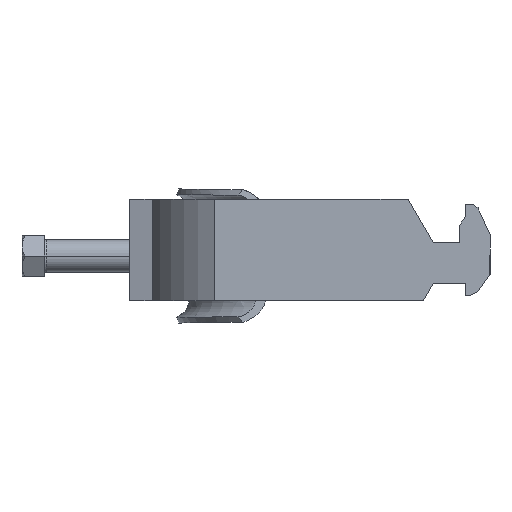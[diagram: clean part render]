
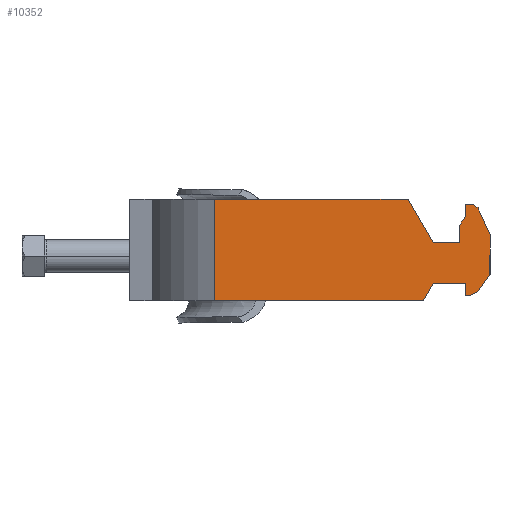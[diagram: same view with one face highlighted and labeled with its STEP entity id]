
A CAD part, left-side view. The second image highlights one B-rep face of the part: STEP entity #10352.
In plain terms, the highlighted planar face has unit normal (-1, 0, 0).
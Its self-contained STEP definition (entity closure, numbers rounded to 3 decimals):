
#32 = EDGE_CURVE ( 'NONE', #3809, #903, #600, .T. ) ;
#75 = LINE ( 'NONE', #4296, #673 ) ;
#107 = CARTESIAN_POINT ( 'NONE',  ( -28.5, -106.097, -6.452 ) ) ;
#141 = CARTESIAN_POINT ( 'NONE',  ( -28.5, -84., -11.25 ) ) ;
#187 = LINE ( 'NONE', #10869, #10241 ) ;
#366 = ORIENTED_EDGE ( 'NONE', *, *, #32, .F. ) ;
#452 = LINE ( 'NONE', #10063, #1783 ) ;
#600 = LINE ( 'NONE', #2774, #11126 ) ;
#636 = EDGE_CURVE ( 'NONE', #5855, #2747, #452, .T. ) ;
#673 = VECTOR ( 'NONE', #5251, 1000. ) ;
#755 = LINE ( 'NONE', #3542, #8035 ) ;
#786 = EDGE_CURVE ( 'NONE', #9215, #10936, #3502, .T. ) ;
#806 = CARTESIAN_POINT ( 'NONE',  ( -28.5, -89., 12.5 ) ) ;
#831 = CARTESIAN_POINT ( 'NONE',  ( -28.5, -20.948, 12.5 ) ) ;
#903 = VERTEX_POINT ( 'NONE', #141 ) ;
#1135 = VECTOR ( 'NONE', #7409, 1000. ) ;
#1257 = EDGE_CURVE ( 'NONE', #12122, #4107, #6064, .T. ) ;
#1467 = LINE ( 'NONE', #5344, #12098 ) ;
#1499 = VECTOR ( 'NONE', #12055, 1000. ) ;
#1550 = VECTOR ( 'NONE', #7857, 1000. ) ;
#1780 = CARTESIAN_POINT ( 'NONE',  ( -28.5, -97.827, 29.426 ) ) ;
#1783 = VECTOR ( 'NONE', #8279, 1000. ) ;
#1891 = EDGE_CURVE ( 'NONE', #5079, #2905, #9527, .T. ) ;
#2028 = FACE_OUTER_BOUND ( 'NONE', #8262, .T. ) ;
#2042 = EDGE_CURVE ( 'NONE', #903, #6048, #8310, .T. ) ;
#2082 = CARTESIAN_POINT ( 'NONE',  ( -28.5, -83., 8.25 ) ) ;
#2556 = ORIENTED_EDGE ( 'NONE', *, *, #10755, .F. ) ;
#2658 = ORIENTED_EDGE ( 'NONE', *, *, #5930, .F. ) ;
#2747 = VERTEX_POINT ( 'NONE', #3807 ) ;
#2774 = CARTESIAN_POINT ( 'NONE',  ( -28.5, -124.538, 6.799 ) ) ;
#2905 = VERTEX_POINT ( 'NONE', #11676 ) ;
#2963 = CARTESIAN_POINT ( 'NONE',  ( -28.5, -83., -11.25 ) ) ;
#3157 = VERTEX_POINT ( 'NONE', #6317 ) ;
#3325 = ORIENTED_EDGE ( 'NONE', *, *, #8083, .F. ) ;
#3470 = ORIENTED_EDGE ( 'NONE', *, *, #786, .F. ) ;
#3486 = ORIENTED_EDGE ( 'NONE', *, *, #11137, .F. ) ;
#3502 = LINE ( 'NONE', #10445, #9710 ) ;
#3538 = VECTOR ( 'NONE', #7923, 1000. ) ;
#3542 = CARTESIAN_POINT ( 'NONE',  ( -28.5, -83., 12.5 ) ) ;
#3601 = ORIENTED_EDGE ( 'NONE', *, *, #5361, .F. ) ;
#3650 = DIRECTION ( 'NONE',  ( 0., 0.914, -0.407 ) ) ;
#3718 = DIRECTION ( 'NONE',  ( 0., 0.574, -0.819 ) ) ;
#3786 = CARTESIAN_POINT ( 'NONE',  ( -28.5, -83., 11.25 ) ) ;
#3807 = CARTESIAN_POINT ( 'NONE',  ( -28.5, -81.5, 1.75 ) ) ;
#3809 = VERTEX_POINT ( 'NONE', #5141 ) ;
#4016 = LINE ( 'NONE', #6052, #9390 ) ;
#4101 = LINE ( 'NONE', #10678, #3538 ) ;
#4107 = VERTEX_POINT ( 'NONE', #6609 ) ;
#4296 = CARTESIAN_POINT ( 'NONE',  ( -28.5, -122., -8.25 ) ) ;
#4448 = ORIENTED_EDGE ( 'NONE', *, *, #10450, .F. ) ;
#4472 = LINE ( 'NONE', #7534, #1135 ) ;
#4485 = CARTESIAN_POINT ( 'NONE',  ( -28.5, -95.735, 27.664 ) ) ;
#4546 = LINE ( 'NONE', #806, #10031 ) ;
#4705 = DIRECTION ( 'NONE',  ( 0., 0., 1. ) ) ;
#4845 = EDGE_CURVE ( 'NONE', #7420, #3809, #11230, .T. ) ;
#4887 = DIRECTION ( 'NONE',  ( 0., 1., 0. ) ) ;
#4907 = VECTOR ( 'NONE', #4705, 1000. ) ;
#4943 = CARTESIAN_POINT ( 'NONE',  ( -28.5, -122., 12.5 ) ) ;
#4998 = CARTESIAN_POINT ( 'NONE',  ( -28.5, -72.546, -12.5 ) ) ;
#5079 = VERTEX_POINT ( 'NONE', #10765 ) ;
#5141 = CARTESIAN_POINT ( 'NONE',  ( -28.5, -86., -10.36 ) ) ;
#5251 = DIRECTION ( 'NONE',  ( 0., 1., 0. ) ) ;
#5317 = VERTEX_POINT ( 'NONE', #5722 ) ;
#5344 = CARTESIAN_POINT ( 'NONE',  ( -28.5, -122., 11.25 ) ) ;
#5361 = EDGE_CURVE ( 'NONE', #6316, #9215, #12348, .T. ) ;
#5452 = EDGE_CURVE ( 'NONE', #3157, #2905, #187, .T. ) ;
#5565 = CARTESIAN_POINT ( 'NONE',  ( -28.5, -108.584, 21.894 ) ) ;
#5623 = EDGE_CURVE ( 'NONE', #5695, #5079, #4101, .T. ) ;
#5695 = VERTEX_POINT ( 'NONE', #4998 ) ;
#5722 = CARTESIAN_POINT ( 'NONE',  ( -28.5, -89., 3.75 ) ) ;
#5849 = DIRECTION ( 'NONE',  ( 0., 1., 0. ) ) ;
#5851 = EDGE_CURVE ( 'NONE', #4107, #5317, #10017, .T. ) ;
#5855 = VERTEX_POINT ( 'NONE', #9954 ) ;
#5903 = DIRECTION ( 'NONE',  ( 1., 0., 0. ) ) ;
#5930 = EDGE_CURVE ( 'NONE', #5317, #7420, #4546, .T. ) ;
#6048 = VERTEX_POINT ( 'NONE', #2963 ) ;
#6052 = CARTESIAN_POINT ( 'NONE',  ( -28.5, -82.095, -10.539 ) ) ;
#6064 = LINE ( 'NONE', #107, #1550 ) ;
#6316 = VERTEX_POINT ( 'NONE', #8598 ) ;
#6317 = CARTESIAN_POINT ( 'NONE',  ( -28.5, -68.793, 12.5 ) ) ;
#6332 = CARTESIAN_POINT ( 'NONE',  ( -28.5, -91.208, -1.209 ) ) ;
#6471 = ORIENTED_EDGE ( 'NONE', *, *, #2042, .F. ) ;
#6567 = DIRECTION ( 'NONE',  ( 0., 0., 1. ) ) ;
#6601 = DIRECTION ( 'NONE',  ( 0., 0., 1. ) ) ;
#6609 = CARTESIAN_POINT ( 'NONE',  ( -28.5, -86.055, 10.365 ) ) ;
#6985 = VECTOR ( 'NONE', #7282, 1000. ) ;
#7107 = CARTESIAN_POINT ( 'NONE',  ( -28.5, -122., -11.25 ) ) ;
#7174 = VERTEX_POINT ( 'NONE', #7347 ) ;
#7216 = AXIS2_PLACEMENT_3D ( 'NONE', #4943, #5903, #4887 ) ;
#7282 = DIRECTION ( 'NONE',  ( 0., -0.407, -0.914 ) ) ;
#7316 = ORIENTED_EDGE ( 'NONE', *, *, #8649, .F. ) ;
#7347 = CARTESIAN_POINT ( 'NONE',  ( -28.5, -75., -8.25 ) ) ;
#7409 = DIRECTION ( 'NONE',  ( 0., 0., 1. ) ) ;
#7420 = VERTEX_POINT ( 'NONE', #8048 ) ;
#7534 = CARTESIAN_POINT ( 'NONE',  ( -28.5, -81.5, 12.5 ) ) ;
#7794 = ORIENTED_EDGE ( 'NONE', *, *, #636, .F. ) ;
#7857 = DIRECTION ( 'NONE',  ( 0., -0.766, -0.643 ) ) ;
#7923 = DIRECTION ( 'NONE',  ( 0., 1., 0. ) ) ;
#8035 = VECTOR ( 'NONE', #6601, 1000. ) ;
#8048 = CARTESIAN_POINT ( 'NONE',  ( -28.5, -89., -6.075 ) ) ;
#8083 = EDGE_CURVE ( 'NONE', #11192, #7174, #75, .T. ) ;
#8262 = EDGE_LOOP ( 'NONE', ( #12101, #3325, #4448, #6471, #366, #11873, #2658, #9988, #8448, #3486, #3470, #3601, #2556, #7794, #7316, #10105, #9598, #11451 ) ) ;
#8279 = DIRECTION ( 'NONE',  ( 0., -1., 0. ) ) ;
#8310 = LINE ( 'NONE', #7107, #10067 ) ;
#8448 = ORIENTED_EDGE ( 'NONE', *, *, #1257, .F. ) ;
#8470 = CARTESIAN_POINT ( 'NONE',  ( -28.5, -85., 11.25 ) ) ;
#8580 = DIRECTION ( 'NONE',  ( 0., -0.574, 0.819 ) ) ;
#8598 = CARTESIAN_POINT ( 'NONE',  ( -28.5, -81.5, 6.108 ) ) ;
#8649 = EDGE_CURVE ( 'NONE', #3157, #5855, #4016, .T. ) ;
#9215 = VERTEX_POINT ( 'NONE', #2082 ) ;
#9221 = CARTESIAN_POINT ( 'NONE',  ( -28.5, -83., -8.25 ) ) ;
#9321 = EDGE_CURVE ( 'NONE', #7174, #5695, #12124, .T. ) ;
#9390 = VECTOR ( 'NONE', #9933, 1000. ) ;
#9502 = DIRECTION ( 'NONE',  ( 0., 0., -1. ) ) ;
#9527 = LINE ( 'NONE', #831, #4907 ) ;
#9598 = ORIENTED_EDGE ( 'NONE', *, *, #1891, .F. ) ;
#9710 = VECTOR ( 'NONE', #6567, 1000. ) ;
#9723 = PLANE ( 'NONE',  #7216 ) ;
#9933 = DIRECTION ( 'NONE',  ( 0., -0.5, -0.866 ) ) ;
#9954 = CARTESIAN_POINT ( 'NONE',  ( -28.5, -75., 1.75 ) ) ;
#9968 = DIRECTION ( 'NONE',  ( 0., 1., 0. ) ) ;
#9973 = VECTOR ( 'NONE', #3718, 1000. ) ;
#9988 = ORIENTED_EDGE ( 'NONE', *, *, #5851, .F. ) ;
#10017 = LINE ( 'NONE', #6332, #6985 ) ;
#10031 = VECTOR ( 'NONE', #9502, 1000. ) ;
#10042 = VECTOR ( 'NONE', #8580, 1000. ) ;
#10063 = CARTESIAN_POINT ( 'NONE',  ( -28.5, -122., 1.75 ) ) ;
#10067 = VECTOR ( 'NONE', #9968, 1000. ) ;
#10105 = ORIENTED_EDGE ( 'NONE', *, *, #5452, .T. ) ;
#10241 = VECTOR ( 'NONE', #5849, 1000. ) ;
#10352 = ADVANCED_FACE ( 'NONE', ( #2028 ), #9723, .F. ) ;
#10388 = DIRECTION ( 'NONE',  ( 0., -1., 0. ) ) ;
#10445 = CARTESIAN_POINT ( 'NONE',  ( -28.5, -83., 12.5 ) ) ;
#10450 = EDGE_CURVE ( 'NONE', #6048, #11192, #755, .T. ) ;
#10678 = CARTESIAN_POINT ( 'NONE',  ( -28.5, -122., -12.5 ) ) ;
#10755 = EDGE_CURVE ( 'NONE', #2747, #6316, #4472, .T. ) ;
#10765 = CARTESIAN_POINT ( 'NONE',  ( -28.5, -20.948, -12.5 ) ) ;
#10869 = CARTESIAN_POINT ( 'NONE',  ( -28.5, -122., 12.5 ) ) ;
#10936 = VERTEX_POINT ( 'NONE', #3786 ) ;
#11126 = VECTOR ( 'NONE', #3650, 1000. ) ;
#11137 = EDGE_CURVE ( 'NONE', #10936, #12122, #1467, .T. ) ;
#11192 = VERTEX_POINT ( 'NONE', #9221 ) ;
#11230 = LINE ( 'NONE', #5565, #9973 ) ;
#11451 = ORIENTED_EDGE ( 'NONE', *, *, #5623, .F. ) ;
#11676 = CARTESIAN_POINT ( 'NONE',  ( -28.5, -20.948, 12.5 ) ) ;
#11873 = ORIENTED_EDGE ( 'NONE', *, *, #4845, .F. ) ;
#12055 = DIRECTION ( 'NONE',  ( 0., 0.5, -0.866 ) ) ;
#12098 = VECTOR ( 'NONE', #10388, 1000. ) ;
#12101 = ORIENTED_EDGE ( 'NONE', *, *, #9321, .F. ) ;
#12122 = VERTEX_POINT ( 'NONE', #8470 ) ;
#12124 = LINE ( 'NONE', #4485, #1499 ) ;
#12348 = LINE ( 'NONE', #1780, #10042 ) ;
